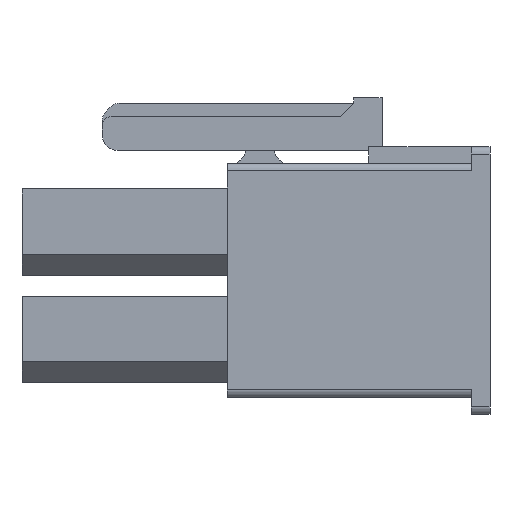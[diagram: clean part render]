
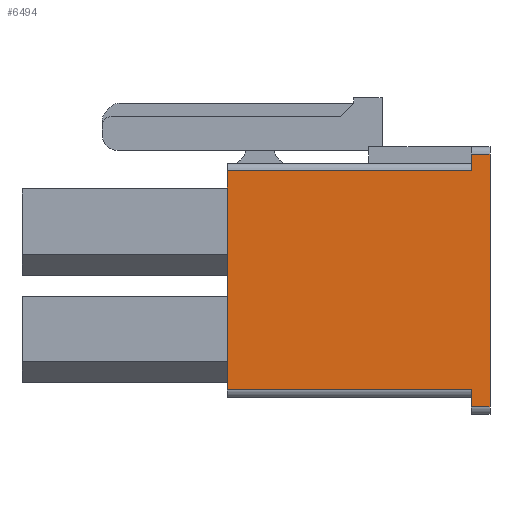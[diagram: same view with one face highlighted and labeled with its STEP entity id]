
A CAD part, left-side view. The second image highlights one B-rep face of the part: STEP entity #6494.
In plain terms, the highlighted planar face has unit normal (-1, 0, 0).
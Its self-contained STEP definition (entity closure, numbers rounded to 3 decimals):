
#668=ORIENTED_EDGE('',*,*,#2495,.T.);
#669=ORIENTED_EDGE('',*,*,#2496,.T.);
#670=ORIENTED_EDGE('',*,*,#2483,.T.);
#671=ORIENTED_EDGE('',*,*,#2497,.T.);
#672=ORIENTED_EDGE('',*,*,#2498,.F.);
#673=ORIENTED_EDGE('',*,*,#2499,.T.);
#674=ORIENTED_EDGE('',*,*,#2032,.T.);
#675=ORIENTED_EDGE('',*,*,#2500,.T.);
#2032=EDGE_CURVE('',#2966,#2965,#3556,.T.);
#2483=EDGE_CURVE('',#3363,#3364,#3990,.T.);
#2495=EDGE_CURVE('',#3371,#3372,#3998,.T.);
#2496=EDGE_CURVE('',#3372,#3363,#3999,.T.);
#2497=EDGE_CURVE('',#3364,#3373,#4000,.T.);
#2498=EDGE_CURVE('',#3374,#3373,#4001,.T.);
#2499=EDGE_CURVE('',#3374,#2966,#4002,.T.);
#2500=EDGE_CURVE('',#2965,#3371,#4003,.F.);
#2965=VERTEX_POINT('',#9043);
#2966=VERTEX_POINT('',#9045);
#3363=VERTEX_POINT('',#9967);
#3364=VERTEX_POINT('',#9968);
#3371=VERTEX_POINT('',#9989);
#3372=VERTEX_POINT('',#9990);
#3373=VERTEX_POINT('',#9993);
#3374=VERTEX_POINT('',#9995);
#3556=LINE('',#9044,#4455);
#3990=LINE('',#9966,#4889);
#3998=LINE('',#9988,#4897);
#3999=LINE('',#9991,#4898);
#4000=LINE('',#9992,#4899);
#4001=LINE('',#9994,#4900);
#4002=LINE('',#9996,#4901);
#4003=LINE('',#9997,#4902);
#4455=VECTOR('',#7286,1000.);
#4889=VECTOR('',#7902,1000.);
#4897=VECTOR('',#7922,1000.);
#4898=VECTOR('',#7923,1000.);
#4899=VECTOR('',#7924,1000.);
#4900=VECTOR('',#7925,1000.);
#4901=VECTOR('',#7926,1000.);
#4902=VECTOR('',#7927,1000.);
#5400=EDGE_LOOP('',(#668,#669,#670,#671,#672,#673,#674,#675));
#5785=FACE_BOUND('',#5400,.T.);
#6146=PLANE('',#6896);
#6494=ADVANCED_FACE('',(#5785),#6146,.T.);
#6896=AXIS2_PLACEMENT_3D('',#9987,#7920,#7921);
#7286=DIRECTION('',(0.,0.,1.));
#7902=DIRECTION('',(0.,0.,-1.));
#7920=DIRECTION('',(-1.,0.,0.));
#7921=DIRECTION('',(0.,0.,1.));
#7922=DIRECTION('',(0.,0.,-1.));
#7923=DIRECTION('',(0.,1.,0.));
#7924=DIRECTION('',(0.,-1.,0.));
#7925=DIRECTION('',(0.,0.,1.));
#7926=DIRECTION('',(0.,-1.,0.));
#7927=DIRECTION('',(0.,-1.,0.));
#9043=CARTESIAN_POINT('',(-8.875,-14.,6.73));
#9044=CARTESIAN_POINT('',(-8.875,-14.,-6.23));
#9045=CARTESIAN_POINT('',(-8.875,-14.,-6.73));
#9966=CARTESIAN_POINT('',(-8.875,0.,6.23));
#9967=CARTESIAN_POINT('',(-8.875,0.,5.83));
#9968=CARTESIAN_POINT('',(-8.875,0.,-5.83));
#9987=CARTESIAN_POINT('',(-8.875,0.,0.));
#9988=CARTESIAN_POINT('',(-8.875,-13.,7.13));
#9989=CARTESIAN_POINT('',(-8.875,-13.,6.73));
#9990=CARTESIAN_POINT('',(-8.875,-13.,5.83));
#9991=CARTESIAN_POINT('',(-8.875,0.,5.83));
#9992=CARTESIAN_POINT('',(-8.875,0.,-5.83));
#9993=CARTESIAN_POINT('',(-8.875,-13.,-5.83));
#9994=CARTESIAN_POINT('',(-8.875,-13.,-7.13));
#9995=CARTESIAN_POINT('',(-8.875,-13.,-6.73));
#9996=CARTESIAN_POINT('',(-8.875,-14.,-6.73));
#9997=CARTESIAN_POINT('',(-8.875,0.,6.73));
